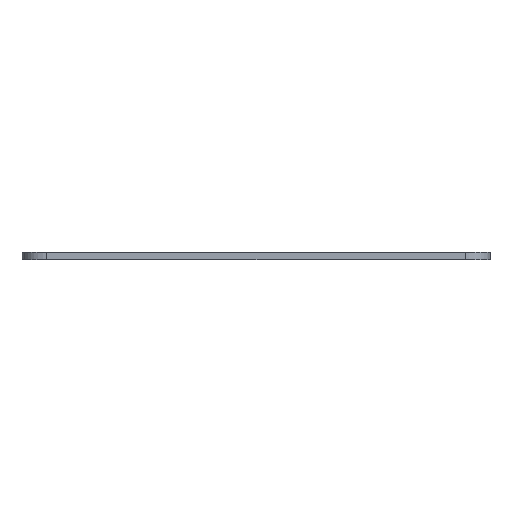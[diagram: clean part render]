
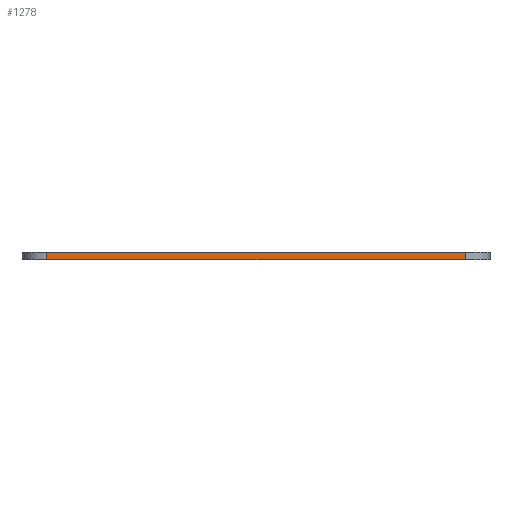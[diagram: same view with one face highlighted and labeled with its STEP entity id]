
A CAD part, left-side view. The second image highlights one B-rep face of the part: STEP entity #1278.
In plain terms, the highlighted planar face has unit normal (-1, 0, 0).
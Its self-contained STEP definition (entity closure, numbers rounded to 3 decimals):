
#35=PLANE('',#1360);
#70=FACE_OUTER_BOUND('',#136,.T.);
#136=EDGE_LOOP('',(#865,#866,#867,#868));
#222=LINE('',#1886,#350);
#223=LINE('',#1889,#351);
#224=LINE('',#1891,#352);
#225=LINE('',#1892,#353);
#350=VECTOR('',#1496,10.);
#351=VECTOR('',#1499,10.);
#352=VECTOR('',#1500,10.);
#353=VECTOR('',#1501,10.);
#541=VERTEX_POINT('',#1879);
#544=VERTEX_POINT('',#1884);
#545=VERTEX_POINT('',#1888);
#546=VERTEX_POINT('',#1890);
#672=EDGE_CURVE('',#544,#541,#222,.T.);
#673=EDGE_CURVE('',#545,#544,#223,.T.);
#674=EDGE_CURVE('',#546,#545,#224,.T.);
#675=EDGE_CURVE('',#541,#546,#225,.T.);
#865=ORIENTED_EDGE('',*,*,#672,.F.);
#866=ORIENTED_EDGE('',*,*,#673,.F.);
#867=ORIENTED_EDGE('',*,*,#674,.F.);
#868=ORIENTED_EDGE('',*,*,#675,.F.);
#1278=ADVANCED_FACE('',(#70),#35,.T.);
#1360=AXIS2_PLACEMENT_3D('',#1887,#1497,#1498);
#1496=DIRECTION('',(0.,0.,1.));
#1497=DIRECTION('center_axis',(-1.,0.,0.));
#1498=DIRECTION('ref_axis',(0.,-1.,0.));
#1499=DIRECTION('',(0.,1.,0.));
#1500=DIRECTION('',(0.,0.,-1.));
#1501=DIRECTION('',(0.,-1.,0.));
#1879=CARTESIAN_POINT('',(-12.384,17.634,1.5));
#1884=CARTESIAN_POINT('',(-12.384,17.634,0.));
#1886=CARTESIAN_POINT('',(-12.384,17.634,0.));
#1887=CARTESIAN_POINT('Origin',(-12.384,22.634,0.));
#1888=CARTESIAN_POINT('',(-12.384,-66.185,0.));
#1889=CARTESIAN_POINT('',(-12.384,-71.185,0.));
#1890=CARTESIAN_POINT('',(-12.384,-66.185,1.5));
#1891=CARTESIAN_POINT('',(-12.384,-66.185,0.));
#1892=CARTESIAN_POINT('',(-12.384,-71.185,1.5));
